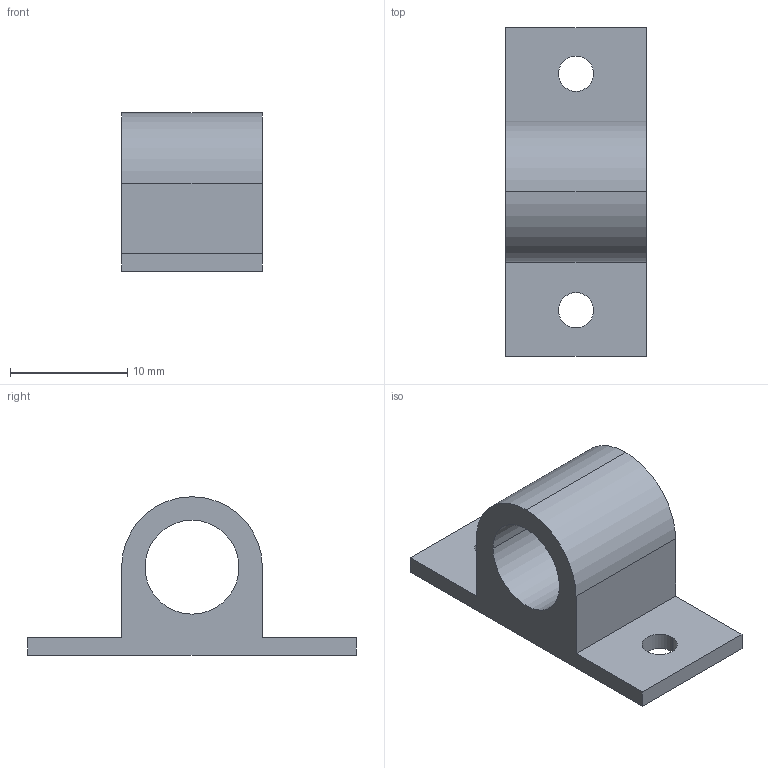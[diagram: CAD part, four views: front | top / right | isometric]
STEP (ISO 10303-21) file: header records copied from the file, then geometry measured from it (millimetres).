
FILE_DESCRIPTION(('CATIA V5 STEP Exchange'),'2;1');
FILE_NAME('Y Axis Rod holder.stp','2018-02-10T08:17:48+00:00',('none'),('none'),'CATIA Version 5 Release 20 GA (IN-10)','CATIA V5 STEP AP203','none');
FILE_SCHEMA(('CONFIG_CONTROL_DESIGN'));
Length unit declared in the file: millimetre
Products named in the file (1): Part1
Bounding box: 12 x 28 x 13.5 mm (x, y, z)
Volume: 1422.2 mm3; surface area: 1476.4 mm2
Topology: 1 solids, 1 shells, 17 faces, 46 edges, 31 vertices
Faces by surface type: plane 9, cylinder 8
Entity records: 562 total; most frequent: ORIENTED_EDGE 92, CARTESIAN_POINT 91, DIRECTION 72, EDGE_CURVE 46, VERTEX_POINT 31, AXIS2_PLACEMENT_3D 30, VECTOR 30, LINE 30
